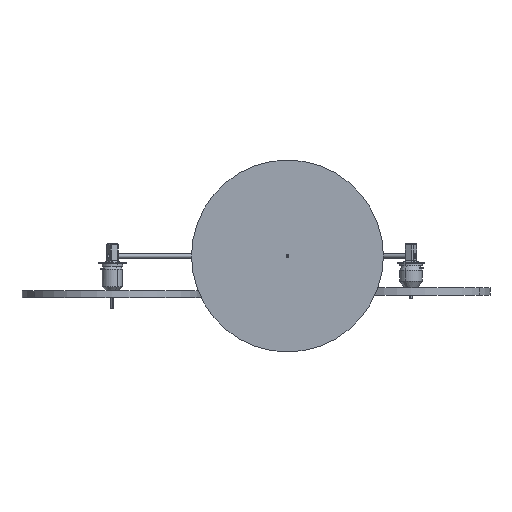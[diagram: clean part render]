
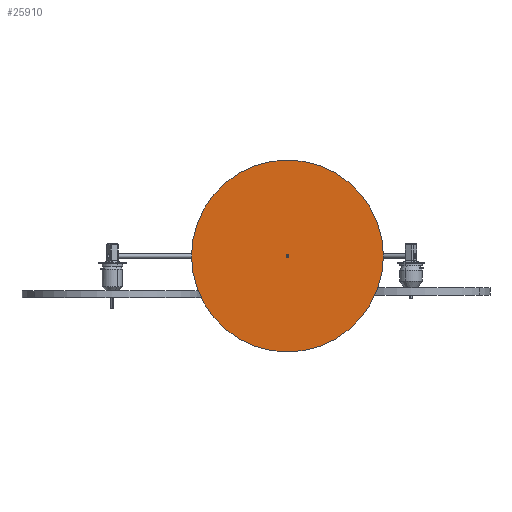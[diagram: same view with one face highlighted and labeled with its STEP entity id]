
A CAD part, front view. The second image highlights one B-rep face of the part: STEP entity #25910.
In plain terms, the highlighted face is planar.
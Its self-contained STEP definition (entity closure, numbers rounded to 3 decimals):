
#25821=CARTESIAN_POINT('',(0.,0.,0.));
#25822=DIRECTION('',(0.,0.,1.));
#25823=DIRECTION('',(1.,0.,0.));
#25824=AXIS2_PLACEMENT_3D('',#25821,#25822,#25823);
#25826=CARTESIAN_POINT('',(0.,0.,0.));
#25827=DIRECTION('',(0.,0.,1.));
#25828=DIRECTION('',(-1.,0.,0.));
#25829=AXIS2_PLACEMENT_3D('',#25826,#25827,#25828);
#25831=CARTESIAN_POINT('',(0.,0.,0.));
#25832=DIRECTION('',(0.,0.,-1.));
#25833=DIRECTION('',(1.,0.,0.));
#25834=AXIS2_PLACEMENT_3D('',#25831,#25832,#25833);
#25836=CARTESIAN_POINT('',(0.,0.,0.));
#25837=DIRECTION('',(0.,0.,-1.));
#25838=DIRECTION('',(-1.,0.,0.));
#25839=AXIS2_PLACEMENT_3D('',#25836,#25837,#25838);
#25877=CARTESIAN_POINT('',(215.9,0.,0.));
#25878=CARTESIAN_POINT('',(-215.9,0.,0.));
#25879=VERTEX_POINT('',#25877);
#25880=VERTEX_POINT('',#25878);
#25885=CARTESIAN_POINT('',(3.175,0.,0.));
#25886=CARTESIAN_POINT('',(-3.175,0.,0.));
#25887=VERTEX_POINT('',#25885);
#25888=VERTEX_POINT('',#25886);
#25893=CARTESIAN_POINT('',(0.,0.,0.));
#25894=DIRECTION('',(0.,0.,1.));
#25895=DIRECTION('',(1.,0.,0.));
#25896=AXIS2_PLACEMENT_3D('',#25893,#25894,#25895);
#25897=PLANE('',#25896);
#25899=ORIENTED_EDGE('',*,*,#25898,.T.);
#25901=ORIENTED_EDGE('',*,*,#25900,.T.);
#25902=EDGE_LOOP('',(#25899,#25901));
#25903=FACE_OUTER_BOUND('',#25902,.F.);
#25905=ORIENTED_EDGE('',*,*,#25904,.T.);
#25907=ORIENTED_EDGE('',*,*,#25906,.T.);
#25908=EDGE_LOOP('',(#25905,#25907));
#25909=FACE_BOUND('',#25908,.F.);
#25910=ADVANCED_FACE('',(#25903,#25909),#25897,.F.);
#25825=CIRCLE('',#25824,215.9);
#25830=CIRCLE('',#25829,215.9);
#25835=CIRCLE('',#25834,3.175);
#25840=CIRCLE('',#25839,3.175);
#25898=EDGE_CURVE('',#25879,#25880,#25825,.T.);
#25900=EDGE_CURVE('',#25880,#25879,#25830,.T.);
#25904=EDGE_CURVE('',#25887,#25888,#25835,.T.);
#25906=EDGE_CURVE('',#25888,#25887,#25840,.T.);
